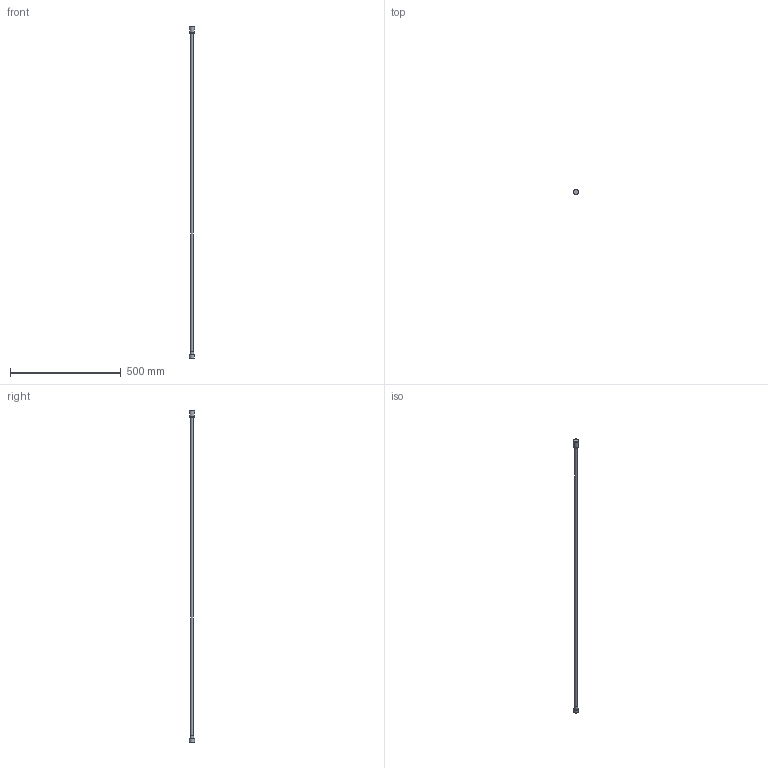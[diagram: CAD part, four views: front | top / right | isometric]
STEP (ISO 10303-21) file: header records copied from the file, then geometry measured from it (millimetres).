
FILE_DESCRIPTION(/* description */ ('Unknown'),/* implementation_level */ '2;1');
FILE_NAME(/* name */ '28409000',/* time_stamp */ '2022-09-08T15:44:30+02:00',/* author */ ('Unknown'),/* organization */ ('GROHE AG'),/* preprocessor_version */ 'ST-DEVELOPER v16.7',/* originating_system */ 'DEX',/* authorisation */ $);
FILE_SCHEMA (('AUTOMOTIVE_DESIGN {1 0 10303 214 3 1 1}'));
Length unit declared in the file: millimetre
Products named in the file (2): 28409000
Assembly tree (1 placements, depth 2):
  28409000
    28409000
Bounding box: 23.72 x 23.72 x 1500 mm (x, y, z)
Volume: 184364 mm3; surface area: 59649.2 mm2
Topology: 1 solids, 1 shells, 13 faces, 23 edges, 15 vertices
Faces by surface type: cylinder 5, plane 5, cone 3
Full cylindrical faces by diameter (mm): 12 x1, 15 x1, 19.9 x1, 22.979 x1, 23 x1
Entity records: 303 total; most frequent: DIRECTION 54, CARTESIAN_POINT 39, AXIS2_PLACEMENT_3D 27, ORIENTED_EDGE 24, EDGE_LOOP 24, FACE_BOUND 24, ADVANCED_FACE 13, EDGE_CURVE 12
